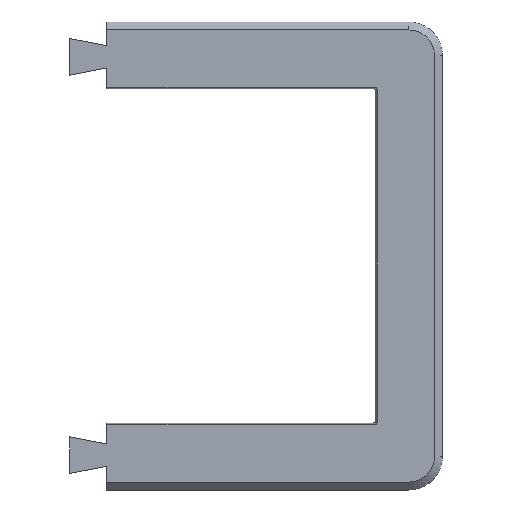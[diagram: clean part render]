
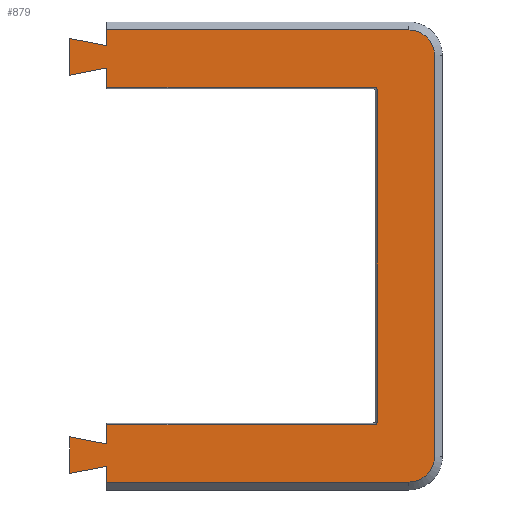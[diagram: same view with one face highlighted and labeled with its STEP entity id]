
A CAD part, top view. The second image highlights one B-rep face of the part: STEP entity #879.
In plain terms, the highlighted planar face has unit normal (0, 0, 1).
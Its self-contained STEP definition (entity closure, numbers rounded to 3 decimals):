
#262 = VERTEX_POINT('',#263);
#263 = CARTESIAN_POINT('',(0.,-75.916,3.7));
#280 = VERTEX_POINT('',#281);
#281 = CARTESIAN_POINT('',(0.,-68.152,3.7));
#287 = EDGE_CURVE('',#262,#280,#288,.T.);
#288 = LINE('',#289,#290);
#289 = CARTESIAN_POINT('',(0.,2.542,3.7));
#290 = VECTOR('',#291,1.);
#291 = DIRECTION('',(0.,1.,0.));
#326 = VERTEX_POINT('',#327);
#327 = CARTESIAN_POINT('',(108.168,-68.152,3.7));
#337 = EDGE_CURVE('',#326,#280,#338,.T.);
#338 = LINE('',#339,#340);
#339 = CARTESIAN_POINT('',(108.5,-68.152,3.7));
#340 = VECTOR('',#341,1.);
#341 = DIRECTION('',(-1.,0.,0.));
#377 = VERTEX_POINT('',#378);
#378 = CARTESIAN_POINT('',(109.152,-67.168,3.7));
#386 = EDGE_CURVE('',#326,#377,#387,.T.);
#387 = B_SPLINE_CURVE_WITH_KNOTS('',6,(#388,#389,#390,#391,#392,#393,
    #394,#395,#396,#397,#398,#399,#400,#401,#402,#403,#404,#405,#406,
    #407,#408,#409),.UNSPECIFIED.,.F.,.F.,(7,5,5,5,7),(0.,0.249
    ,0.5,0.751,1.),.UNSPECIFIED.);
#388 = CARTESIAN_POINT('',(108.168,-68.152,3.7));
#389 = CARTESIAN_POINT('',(108.227,-68.152,3.7));
#390 = CARTESIAN_POINT('',(108.288,-68.148,3.7));
#391 = CARTESIAN_POINT('',(108.349,-68.139,3.7));
#392 = CARTESIAN_POINT('',(108.411,-68.126,3.7));
#393 = CARTESIAN_POINT('',(108.473,-68.107,3.7));
#394 = CARTESIAN_POINT('',(108.594,-68.059,3.7));
#395 = CARTESIAN_POINT('',(108.654,-68.03,3.7));
#396 = CARTESIAN_POINT('',(108.711,-67.996,3.7));
#397 = CARTESIAN_POINT('',(108.767,-67.957,3.7));
#398 = CARTESIAN_POINT('',(108.818,-67.913,3.7));
#399 = CARTESIAN_POINT('',(108.913,-67.818,3.7));
#400 = CARTESIAN_POINT('',(108.957,-67.766,3.7));
#401 = CARTESIAN_POINT('',(108.996,-67.711,3.7));
#402 = CARTESIAN_POINT('',(109.031,-67.653,3.7));
#403 = CARTESIAN_POINT('',(109.06,-67.594,3.7));
#404 = CARTESIAN_POINT('',(109.107,-67.473,3.7));
#405 = CARTESIAN_POINT('',(109.126,-67.411,3.7));
#406 = CARTESIAN_POINT('',(109.14,-67.349,3.7));
#407 = CARTESIAN_POINT('',(109.148,-67.288,3.7));
#408 = CARTESIAN_POINT('',(109.152,-67.227,3.7));
#409 = CARTESIAN_POINT('',(109.152,-67.168,3.7));
#457 = EDGE_CURVE('',#458,#377,#460,.T.);
#458 = VERTEX_POINT('',#459);
#459 = CARTESIAN_POINT('',(109.152,67.168,3.7));
#460 = LINE('',#461,#462);
#461 = CARTESIAN_POINT('',(109.152,67.5,3.7));
#462 = VECTOR('',#463,1.);
#463 = DIRECTION('',(0.,-1.,0.));
#482 = VERTEX_POINT('',#483);
#483 = CARTESIAN_POINT('',(0.,-84.934,3.7));
#489 = EDGE_CURVE('',#490,#482,#492,.T.);
#490 = VERTEX_POINT('',#491);
#491 = CARTESIAN_POINT('',(0.,-91.3,3.7));
#492 = LINE('',#493,#494);
#493 = CARTESIAN_POINT('',(0.,-40.875,3.7));
#494 = VECTOR('',#495,1.);
#495 = DIRECTION('',(0.,1.,0.));
#524 = VERTEX_POINT('',#525);
#525 = CARTESIAN_POINT('',(108.168,68.152,3.7));
#533 = EDGE_CURVE('',#458,#524,#534,.T.);
#534 = B_SPLINE_CURVE_WITH_KNOTS('',6,(#535,#536,#537,#538,#539,#540,
    #541,#542,#543,#544,#545,#546,#547,#548,#549,#550,#551,#552,#553,
    #554,#555,#556),.UNSPECIFIED.,.F.,.F.,(7,5,5,5,7),(0.,0.249
    ,0.5,0.751,1.),.UNSPECIFIED.);
#535 = CARTESIAN_POINT('',(109.152,67.168,3.7));
#536 = CARTESIAN_POINT('',(109.152,67.227,3.7));
#537 = CARTESIAN_POINT('',(109.148,67.288,3.7));
#538 = CARTESIAN_POINT('',(109.139,67.349,3.7));
#539 = CARTESIAN_POINT('',(109.126,67.411,3.7));
#540 = CARTESIAN_POINT('',(109.107,67.473,3.7));
#541 = CARTESIAN_POINT('',(109.059,67.594,3.7));
#542 = CARTESIAN_POINT('',(109.03,67.654,3.7));
#543 = CARTESIAN_POINT('',(108.996,67.711,3.7));
#544 = CARTESIAN_POINT('',(108.957,67.767,3.7));
#545 = CARTESIAN_POINT('',(108.913,67.818,3.7));
#546 = CARTESIAN_POINT('',(108.818,67.913,3.7));
#547 = CARTESIAN_POINT('',(108.766,67.957,3.7));
#548 = CARTESIAN_POINT('',(108.711,67.996,3.7));
#549 = CARTESIAN_POINT('',(108.653,68.031,3.7));
#550 = CARTESIAN_POINT('',(108.594,68.06,3.7));
#551 = CARTESIAN_POINT('',(108.473,68.107,3.7));
#552 = CARTESIAN_POINT('',(108.411,68.126,3.7));
#553 = CARTESIAN_POINT('',(108.349,68.14,3.7));
#554 = CARTESIAN_POINT('',(108.288,68.148,3.7));
#555 = CARTESIAN_POINT('',(108.227,68.152,3.7));
#556 = CARTESIAN_POINT('',(108.168,68.152,3.7));
#579 = VERTEX_POINT('',#580);
#580 = CARTESIAN_POINT('',(0.,68.152,3.7));
#588 = EDGE_CURVE('',#579,#524,#589,.T.);
#589 = LINE('',#590,#591);
#590 = CARTESIAN_POINT('',(-108.5,68.152,3.7));
#591 = VECTOR('',#592,1.);
#592 = DIRECTION('',(1.,0.,0.));
#626 = VERTEX_POINT('',#627);
#627 = CARTESIAN_POINT('',(0.,75.916,3.7));
#635 = EDGE_CURVE('',#579,#626,#636,.T.);
#636 = LINE('',#637,#638);
#637 = CARTESIAN_POINT('',(0.,2.542,3.7));
#638 = VECTOR('',#639,1.);
#639 = DIRECTION('',(0.,1.,0.));
#826 = VERTEX_POINT('',#827);
#827 = CARTESIAN_POINT('',(0.,84.934,3.7));
#838 = VERTEX_POINT('',#839);
#839 = CARTESIAN_POINT('',(0.,91.3,3.7));
#845 = EDGE_CURVE('',#826,#838,#846,.T.);
#846 = LINE('',#847,#848);
#847 = CARTESIAN_POINT('',(0.,82.967,3.7));
#848 = VECTOR('',#849,1.);
#849 = DIRECTION('',(0.,1.,0.));
#860 = EDGE_CURVE('',#861,#262,#863,.T.);
#861 = VERTEX_POINT('',#862);
#862 = CARTESIAN_POINT('',(-15.,-73.,3.7));
#863 = LINE('',#864,#865);
#864 = CARTESIAN_POINT('',(36.584,-83.027,3.7));
#865 = VECTOR('',#866,1.);
#866 = DIRECTION('',(0.982,-0.191,0.));
#879 = ADVANCED_FACE('',(#880),#968,.T.);
#880 = FACE_BOUND('',#881,.T.);
#881 = EDGE_LOOP('',(#882,#883,#884,#885,#893,#899,#900,#908,#917,#925,
    #934,#940,#941,#949,#957,#963,#964,#965,#966,#967));
#882 = ORIENTED_EDGE('',*,*,#337,.T.);
#883 = ORIENTED_EDGE('',*,*,#287,.F.);
#884 = ORIENTED_EDGE('',*,*,#860,.F.);
#885 = ORIENTED_EDGE('',*,*,#886,.F.);
#886 = EDGE_CURVE('',#887,#861,#889,.T.);
#887 = VERTEX_POINT('',#888);
#888 = CARTESIAN_POINT('',(-15.,-87.85,3.7));
#889 = LINE('',#890,#891);
#890 = CARTESIAN_POINT('',(-15.,-3.425,3.7));
#891 = VECTOR('',#892,1.);
#892 = DIRECTION('',(0.,1.,0.));
#893 = ORIENTED_EDGE('',*,*,#894,.F.);
#894 = EDGE_CURVE('',#482,#887,#895,.T.);
#895 = LINE('',#896,#897);
#896 = CARTESIAN_POINT('',(74.319,-70.488,3.7));
#897 = VECTOR('',#898,1.);
#898 = DIRECTION('',(-0.982,-0.191,0.));
#899 = ORIENTED_EDGE('',*,*,#489,.F.);
#900 = ORIENTED_EDGE('',*,*,#901,.F.);
#901 = EDGE_CURVE('',#902,#490,#904,.T.);
#902 = VERTEX_POINT('',#903);
#903 = CARTESIAN_POINT('',(122.,-91.3,3.7));
#904 = LINE('',#905,#906);
#905 = CARTESIAN_POINT('',(122.,-91.3,3.7));
#906 = VECTOR('',#907,1.);
#907 = DIRECTION('',(-1.,0.,0.));
#908 = ORIENTED_EDGE('',*,*,#909,.F.);
#909 = EDGE_CURVE('',#910,#902,#912,.T.);
#910 = VERTEX_POINT('',#911);
#911 = CARTESIAN_POINT('',(132.3,-81.,3.7));
#912 = CIRCLE('',#913,10.3);
#913 = AXIS2_PLACEMENT_3D('',#914,#915,#916);
#914 = CARTESIAN_POINT('',(122.,-81.,3.7));
#915 = DIRECTION('',(0.,0.,-1.));
#916 = DIRECTION('',(1.,0.,0.));
#917 = ORIENTED_EDGE('',*,*,#918,.F.);
#918 = EDGE_CURVE('',#919,#910,#921,.T.);
#919 = VERTEX_POINT('',#920);
#920 = CARTESIAN_POINT('',(132.3,81.,3.7));
#921 = LINE('',#922,#923);
#922 = CARTESIAN_POINT('',(132.3,81.,3.7));
#923 = VECTOR('',#924,1.);
#924 = DIRECTION('',(0.,-1.,0.));
#925 = ORIENTED_EDGE('',*,*,#926,.F.);
#926 = EDGE_CURVE('',#927,#919,#929,.T.);
#927 = VERTEX_POINT('',#928);
#928 = CARTESIAN_POINT('',(122.,91.3,3.7));
#929 = CIRCLE('',#930,10.3);
#930 = AXIS2_PLACEMENT_3D('',#931,#932,#933);
#931 = CARTESIAN_POINT('',(122.,81.,3.7));
#932 = DIRECTION('',(0.,0.,-1.));
#933 = DIRECTION('',(0.,1.,0.));
#934 = ORIENTED_EDGE('',*,*,#935,.F.);
#935 = EDGE_CURVE('',#838,#927,#936,.T.);
#936 = LINE('',#937,#938);
#937 = CARTESIAN_POINT('',(-122.,91.3,3.7));
#938 = VECTOR('',#939,1.);
#939 = DIRECTION('',(1.,0.,0.));
#940 = ORIENTED_EDGE('',*,*,#845,.F.);
#941 = ORIENTED_EDGE('',*,*,#942,.F.);
#942 = EDGE_CURVE('',#943,#826,#945,.T.);
#943 = VERTEX_POINT('',#944);
#944 = CARTESIAN_POINT('',(-15.,87.85,3.7));
#945 = LINE('',#946,#947);
#946 = CARTESIAN_POINT('',(51.648,74.895,3.7));
#947 = VECTOR('',#948,1.);
#948 = DIRECTION('',(0.982,-0.191,0.));
#949 = ORIENTED_EDGE('',*,*,#950,.F.);
#950 = EDGE_CURVE('',#951,#943,#953,.T.);
#951 = VERTEX_POINT('',#952);
#952 = CARTESIAN_POINT('',(-15.,73.,3.7));
#953 = LINE('',#954,#955);
#954 = CARTESIAN_POINT('',(-15.,77.,3.7));
#955 = VECTOR('',#956,1.);
#956 = DIRECTION('',(0.,1.,0.));
#957 = ORIENTED_EDGE('',*,*,#958,.F.);
#958 = EDGE_CURVE('',#626,#951,#959,.T.);
#959 = LINE('',#960,#961);
#960 = CARTESIAN_POINT('',(59.255,87.434,3.7));
#961 = VECTOR('',#962,1.);
#962 = DIRECTION('',(-0.982,-0.191,0.));
#963 = ORIENTED_EDGE('',*,*,#635,.F.);
#964 = ORIENTED_EDGE('',*,*,#588,.T.);
#965 = ORIENTED_EDGE('',*,*,#533,.F.);
#966 = ORIENTED_EDGE('',*,*,#457,.T.);
#967 = ORIENTED_EDGE('',*,*,#386,.F.);
#968 = PLANE('',#969);
#969 = AXIS2_PLACEMENT_3D('',#970,#971,#972);
#970 = CARTESIAN_POINT('',(122.,81.,3.7));
#971 = DIRECTION('',(0.,0.,1.));
#972 = DIRECTION('',(1.,0.,0.));
